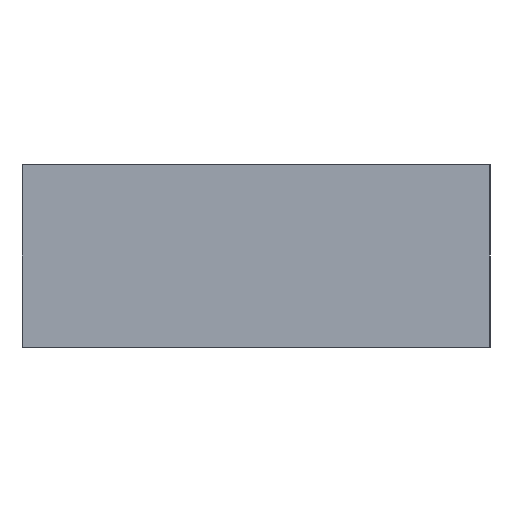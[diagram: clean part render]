
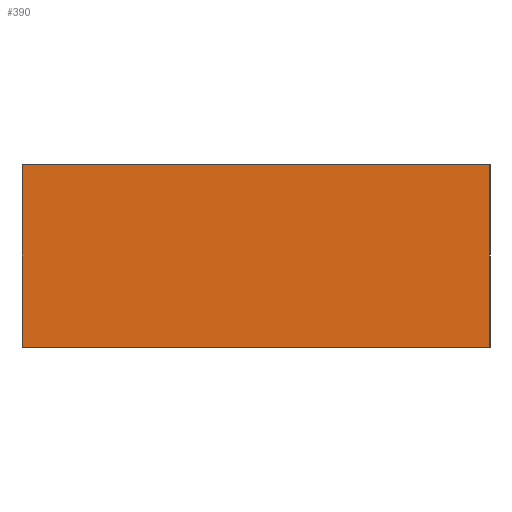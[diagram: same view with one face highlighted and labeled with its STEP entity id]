
A CAD part, front view. The second image highlights one B-rep face of the part: STEP entity #390.
In plain terms, the highlighted planar face has unit normal (0, -1, 0).
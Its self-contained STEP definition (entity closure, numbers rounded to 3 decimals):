
#266=CARTESIAN_POINT('',(0.0,0.0,0.507));
#267=VERTEX_POINT('',#266);
#284=CARTESIAN_POINT('',(0.0,0.0,0.0));
#285=VERTEX_POINT('',#284);
#292=CARTESIAN_POINT('',(0.0,0.0,0.0));
#293=DIRECTION('',(0.0,0.0,1.0));
#294=VECTOR('',#293,0.507);
#295=LINE('',#292,#294);
#296=EDGE_CURVE('',#285,#267,#295,.T.);
#343=CARTESIAN_POINT('',(1.297,0.0,0.507));
#344=VERTEX_POINT('',#343);
#351=CARTESIAN_POINT('',(1.297,0.0,0.0));
#352=VERTEX_POINT('',#351);
#353=CARTESIAN_POINT('',(1.297,0.0,0.0));
#354=DIRECTION('',(0.0,0.0,1.0));
#355=VECTOR('',#354,0.507);
#356=LINE('',#353,#355);
#357=EDGE_CURVE('',#352,#344,#356,.T.);
#369=CARTESIAN_POINT('',(1.297,0.0,0.0));
#370=DIRECTION('',(0.0,-1.0,0.0));
#371=DIRECTION('',(0.0,0.0,-1.0));
#372=AXIS2_PLACEMENT_3D('',#369,#370,#371);
#373=PLANE('',#372);
#374=CARTESIAN_POINT('',(1.297,0.0,0.507));
#375=DIRECTION('',(-1.0,0.0,0.0));
#376=VECTOR('',#375,1.297);
#377=LINE('',#374,#376);
#378=EDGE_CURVE('',#344,#267,#377,.T.);
#379=ORIENTED_EDGE('',*,*,#378,.T.);
#380=ORIENTED_EDGE('',*,*,#296,.F.);
#381=CARTESIAN_POINT('',(1.297,0.0,0.0));
#382=DIRECTION('',(-1.0,0.0,0.0));
#383=VECTOR('',#382,1.297);
#384=LINE('',#381,#383);
#385=EDGE_CURVE('',#352,#285,#384,.T.);
#386=ORIENTED_EDGE('',*,*,#385,.F.);
#387=ORIENTED_EDGE('',*,*,#357,.T.);
#388=EDGE_LOOP('',(#379,#380,#386,#387));
#389=FACE_OUTER_BOUND('',#388,.T.);
#390=ADVANCED_FACE('',(#389),#373,.T.);
